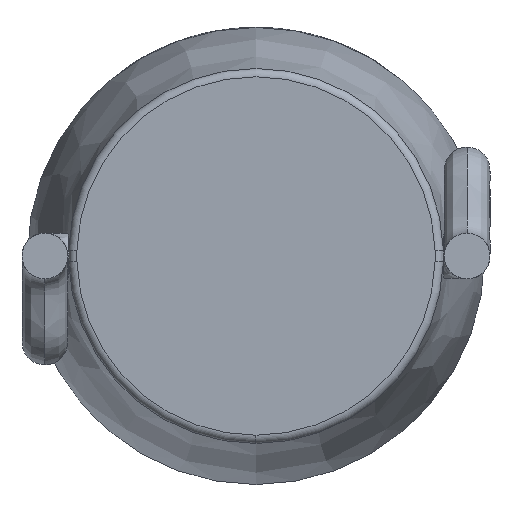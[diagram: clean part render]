
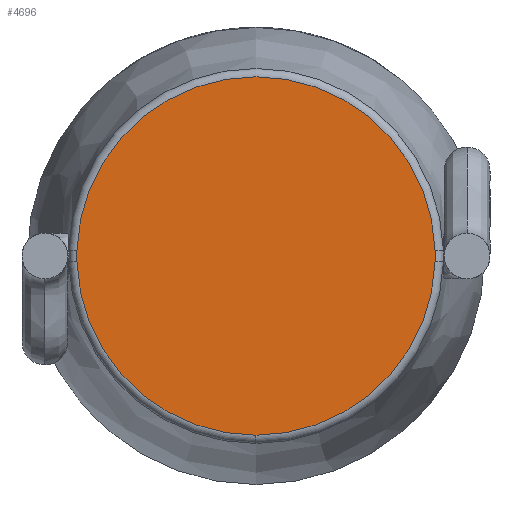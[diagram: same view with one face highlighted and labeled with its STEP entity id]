
A CAD part, front view. The second image highlights one B-rep face of the part: STEP entity #4696.
In plain terms, the highlighted planar face has unit normal (0, -1, 0).
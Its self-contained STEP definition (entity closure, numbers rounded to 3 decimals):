
#11 = CARTESIAN_POINT ( 'NONE',  ( -2.155, 0., 0.068 ) ) ;
#78 = DIRECTION ( 'NONE',  ( 0., -1., 0. ) ) ;
#122 = DIRECTION ( 'NONE',  ( 0., 1., 0. ) ) ;
#296 = VERTEX_POINT ( 'NONE', #465 ) ;
#310 = AXIS2_PLACEMENT_3D ( 'NONE', #1077, #122, #4375 ) ;
#465 = CARTESIAN_POINT ( 'NONE',  ( -2.155, 0., 0.068 ) ) ;
#511 = EDGE_CURVE ( 'NONE', #296, #4652, #4126, .T. ) ;
#753 = ORIENTED_EDGE ( 'NONE', *, *, #1837, .T. ) ;
#759 = CARTESIAN_POINT ( 'NONE',  ( 0., 0., 0. ) ) ;
#875 = AXIS2_PLACEMENT_3D ( 'NONE', #4281, #78, #3354 ) ;
#1077 = CARTESIAN_POINT ( 'NONE',  ( 0., 0., 0. ) ) ;
#1178 = ORIENTED_EDGE ( 'NONE', *, *, #1878, .T. ) ;
#1192 = DIRECTION ( 'NONE',  ( 0., 0., 1. ) ) ;
#1217 = DIRECTION ( 'NONE',  ( 0., -1., 0. ) ) ;
#1425 = CIRCLE ( 'NONE', #3757, 2.156 ) ;
#1432 = VERTEX_POINT ( 'NONE', #3198 ) ;
#1449 = CARTESIAN_POINT ( 'NONE',  ( -2.156, 0., 0.034 ) ) ;
#1488 = ORIENTED_EDGE ( 'NONE', *, *, #511, .T. ) ;
#1680 = B_SPLINE_CURVE_WITH_KNOTS ( 'NONE', 3,
 ( #3137, #2192, #4469, #1711, #3498, #1692, #3092 ),
 .UNSPECIFIED., .F., .F.,
 ( 4, 3, 4 ),
 ( 0., 0., 0. ),
 .UNSPECIFIED. ) ;
#1692 = CARTESIAN_POINT ( 'NONE',  ( 2.155, 0., 0.056 ) ) ;
#1711 = CARTESIAN_POINT ( 'NONE',  ( 2.156, 0., 0.033 ) ) ;
#1837 = EDGE_CURVE ( 'NONE', #5191, #1432, #2804, .T. ) ;
#1878 = EDGE_CURVE ( 'NONE', #4652, #5191, #1425, .T. ) ;
#1973 = DIRECTION ( 'NONE',  ( 0., -1., 0. ) ) ;
#2060 = PLANE ( 'NONE',  #310 ) ;
#2192 = CARTESIAN_POINT ( 'NONE',  ( 2.156, 0., -0.034 ) ) ;
#2764 = CARTESIAN_POINT ( 'NONE',  ( 0., 0., -2.156 ) ) ;
#2793 = CARTESIAN_POINT ( 'NONE',  ( -2.158, 0., 0.001 ) ) ;
#2804 = CIRCLE ( 'NONE', #875, 2.156 ) ;
#2906 = AXIS2_PLACEMENT_3D ( 'NONE', #759, #1217, #1192 ) ;
#2923 = CIRCLE ( 'NONE', #2906, 2.156 ) ;
#3090 = EDGE_CURVE ( 'NONE', #4188, #296, #2923, .T. ) ;
#3092 = CARTESIAN_POINT ( 'NONE',  ( 2.155, 0., 0.068 ) ) ;
#3137 = CARTESIAN_POINT ( 'NONE',  ( 2.155, 0., -0.068 ) ) ;
#3198 = CARTESIAN_POINT ( 'NONE',  ( 2.155, 0., -0.068 ) ) ;
#3261 = ORIENTED_EDGE ( 'NONE', *, *, #3090, .T. ) ;
#3354 = DIRECTION ( 'NONE',  ( 0., 0., 1. ) ) ;
#3498 = CARTESIAN_POINT ( 'NONE',  ( 2.156, 0., 0.045 ) ) ;
#3735 = CARTESIAN_POINT ( 'NONE',  ( -2.156, 0., -0.033 ) ) ;
#3753 = CARTESIAN_POINT ( 'NONE',  ( -2.156, 0., -0.045 ) ) ;
#3757 = AXIS2_PLACEMENT_3D ( 'NONE', #4774, #1973, #5725 ) ;
#3910 = EDGE_CURVE ( 'NONE', #1432, #4188, #1680, .T. ) ;
#4126 = B_SPLINE_CURVE_WITH_KNOTS ( 'NONE', 3,
 ( #11, #1449, #2793, #3735, #3753, #4250, #4730 ),
 .UNSPECIFIED., .F., .F.,
 ( 4, 3, 4 ),
 ( 0., 0., 0. ),
 .UNSPECIFIED. ) ;
#4188 = VERTEX_POINT ( 'NONE', #5095 ) ;
#4250 = CARTESIAN_POINT ( 'NONE',  ( -2.155, 0., -0.056 ) ) ;
#4281 = CARTESIAN_POINT ( 'NONE',  ( 0., 0., 0. ) ) ;
#4375 = DIRECTION ( 'NONE',  ( 0., 0., 1. ) ) ;
#4469 = CARTESIAN_POINT ( 'NONE',  ( 2.158, 0., -0.001 ) ) ;
#4524 = EDGE_LOOP ( 'NONE', ( #3261, #1488, #1178, #753, #4659 ) ) ;
#4652 = VERTEX_POINT ( 'NONE', #4838 ) ;
#4659 = ORIENTED_EDGE ( 'NONE', *, *, #3910, .T. ) ;
#4696 = ADVANCED_FACE ( 'NONE', ( #5282 ), #2060, .F. ) ;
#4730 = CARTESIAN_POINT ( 'NONE',  ( -2.155, 0., -0.068 ) ) ;
#4774 = CARTESIAN_POINT ( 'NONE',  ( 0., 0., 0. ) ) ;
#4838 = CARTESIAN_POINT ( 'NONE',  ( -2.155, 0., -0.068 ) ) ;
#5095 = CARTESIAN_POINT ( 'NONE',  ( 2.155, 0., 0.068 ) ) ;
#5191 = VERTEX_POINT ( 'NONE', #2764 ) ;
#5282 = FACE_OUTER_BOUND ( 'NONE', #4524, .T. ) ;
#5725 = DIRECTION ( 'NONE',  ( 0., 0., 1. ) ) ;
